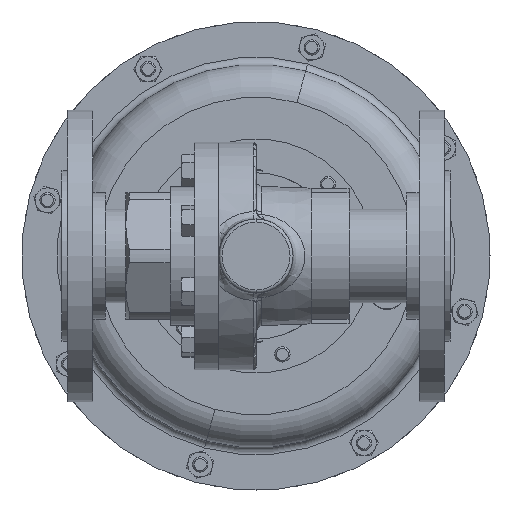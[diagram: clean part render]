
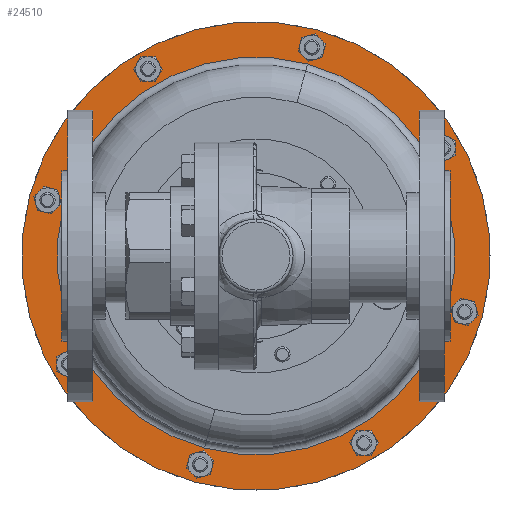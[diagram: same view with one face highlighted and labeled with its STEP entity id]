
A CAD part, front view. The second image highlights one B-rep face of the part: STEP entity #24510.
In plain terms, the highlighted planar face has unit normal (0, -1, 0).
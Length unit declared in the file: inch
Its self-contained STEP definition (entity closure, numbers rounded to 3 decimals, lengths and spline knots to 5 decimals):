
#242 = CIRCLE ( 'NONE', #1028, 4.029 ) ;
#813 = DIRECTION ( 'NONE',  ( 0., 1., 0. ) ) ;
#1028 = AXIS2_PLACEMENT_3D ( 'NONE', #5826, #22192, #8201 ) ;
#1113 = DIRECTION ( 'NONE',  ( 0., -1., 0. ) ) ;
#2441 = CIRCLE ( 'NONE', #15950, 4.029 ) ;
#2662 = AXIS2_PLACEMENT_3D ( 'NONE', #13802, #30128, #16094 ) ;
#2931 = EDGE_CURVE ( 'NONE', #20434, #12923, #2441, .T. ) ;
#3506 = CARTESIAN_POINT ( 'NONE',  ( 4.58815, 8.2525, -1.22939 ) ) ;
#5459 = FACE_OUTER_BOUND ( 'NONE', #30261, .T. ) ;
#5826 = CARTESIAN_POINT ( 'NONE',  ( 0., 8.2525, 0. ) ) ;
#5884 = ORIENTED_EDGE ( 'NONE', *, *, #2931, .T. ) ;
#8134 = CARTESIAN_POINT ( 'NONE',  ( -1.04278, 8.2525, -3.89172 ) ) ;
#8201 = DIRECTION ( 'NONE',  ( 0.259, 0., 0.966 ) ) ;
#8232 = EDGE_CURVE ( 'NONE', #17227, #9653, #12974, .T. ) ;
#8754 = DIRECTION ( 'NONE',  ( 0., 1., 0. ) ) ;
#9653 = VERTEX_POINT ( 'NONE', #16303 ) ;
#10493 = ORIENTED_EDGE ( 'NONE', *, *, #8232, .F. ) ;
#11446 = ORIENTED_EDGE ( 'NONE', *, *, #25377, .T. ) ;
#12923 = VERTEX_POINT ( 'NONE', #26309 ) ;
#12974 = CIRCLE ( 'NONE', #2662, 4.75 ) ;
#13802 = CARTESIAN_POINT ( 'NONE',  ( 0., 8.2525, 0. ) ) ;
#14954 = CARTESIAN_POINT ( 'NONE',  ( 0., 8.2525, 0. ) ) ;
#14983 = ORIENTED_EDGE ( 'NONE', *, *, #22140, .F. ) ;
#15733 = CIRCLE ( 'NONE', #26875, 4.75 ) ;
#15950 = AXIS2_PLACEMENT_3D ( 'NONE', #14954, #813, #17216 ) ;
#16094 = DIRECTION ( 'NONE',  ( 0.259, 0., 0.966 ) ) ;
#16303 = CARTESIAN_POINT ( 'NONE',  ( -1.22939, 8.2525, -4.58815 ) ) ;
#17216 = DIRECTION ( 'NONE',  ( 0.259, 0., 0.966 ) ) ;
#17227 = VERTEX_POINT ( 'NONE', #17842 ) ;
#17842 = CARTESIAN_POINT ( 'NONE',  ( 1.22939, 8.2525, 4.58815 ) ) ;
#20434 = VERTEX_POINT ( 'NONE', #8134 ) ;
#20927 = EDGE_LOOP ( 'NONE', ( #11446, #5884 ) ) ;
#22140 = EDGE_CURVE ( 'NONE', #9653, #17227, #15733, .T. ) ;
#22192 = DIRECTION ( 'NONE',  ( 0., 1., 0. ) ) ;
#22220 = PLANE ( 'NONE',  #28492 ) ;
#22717 = CARTESIAN_POINT ( 'NONE',  ( 0., 8.2525, 0. ) ) ;
#24123 = FACE_BOUND ( 'NONE', #20927, .T. ) ;
#24510 = ADVANCED_FACE ( 'NONE', ( #24123, #5459 ), #22220, .T. ) ;
#24565 = DIRECTION ( 'NONE',  ( -0.259, 0., -0.966 ) ) ;
#25090 = DIRECTION ( 'NONE',  ( 0.259, 0., 0.966 ) ) ;
#25377 = EDGE_CURVE ( 'NONE', #12923, #20434, #242, .T. ) ;
#26309 = CARTESIAN_POINT ( 'NONE',  ( 1.04278, 8.2525, 3.89172 ) ) ;
#26875 = AXIS2_PLACEMENT_3D ( 'NONE', #22717, #8754, #25090 ) ;
#28492 = AXIS2_PLACEMENT_3D ( 'NONE', #3506, #1113, #24565 ) ;
#30128 = DIRECTION ( 'NONE',  ( 0., 1., 0. ) ) ;
#30261 = EDGE_LOOP ( 'NONE', ( #10493, #14983 ) ) ;
